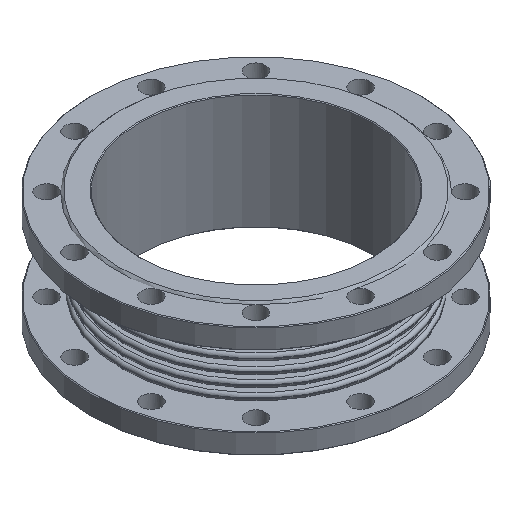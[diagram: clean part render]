
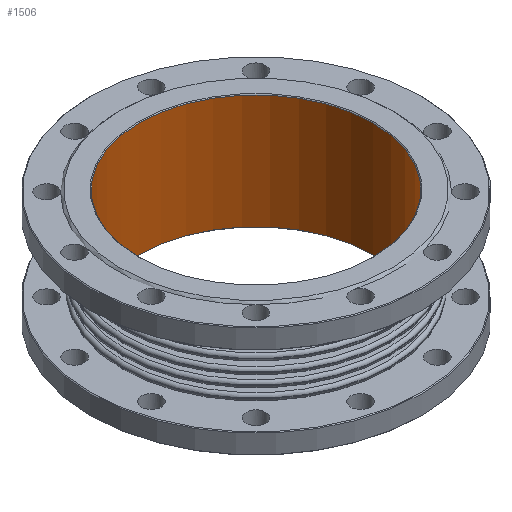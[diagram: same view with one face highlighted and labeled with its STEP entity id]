
A CAD part, isometric view. The second image highlights one B-rep face of the part: STEP entity #1506.
In plain terms, the highlighted cylindrical face has radius 161.5 mm (diameter 323 mm), a full revolution.
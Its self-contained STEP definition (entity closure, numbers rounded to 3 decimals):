
#147=LINE('',#2598,#195);
#195=VECTOR('',#2080,161.5);
#240=CYLINDRICAL_SURFACE('',#1696,161.5);
#298=FACE_OUTER_BOUND('',#397,.T.);
#397=EDGE_LOOP('',(#1163,#1164,#1165,#1166));
#558=CIRCLE('',#1693,161.5);
#560=CIRCLE('',#1697,161.5);
#718=VERTEX_POINT('',#2590);
#720=VERTEX_POINT('',#2597);
#888=EDGE_CURVE('',#718,#718,#558,.T.);
#890=EDGE_CURVE('',#718,#720,#147,.T.);
#891=EDGE_CURVE('',#720,#720,#560,.T.);
#1163=ORIENTED_EDGE('',*,*,#888,.T.);
#1164=ORIENTED_EDGE('',*,*,#890,.T.);
#1165=ORIENTED_EDGE('',*,*,#891,.F.);
#1166=ORIENTED_EDGE('',*,*,#890,.F.);
#1506=ADVANCED_FACE('',(#298),#240,.F.);
#1693=AXIS2_PLACEMENT_3D('',#2592,#2072,#2073);
#1696=AXIS2_PLACEMENT_3D('',#2596,#2078,#2079);
#1697=AXIS2_PLACEMENT_3D('',#2599,#2081,#2082);
#2072=DIRECTION('center_axis',(0.,0.,-1.));
#2073=DIRECTION('ref_axis',(-1.,0.,0.));
#2078=DIRECTION('center_axis',(0.,0.,1.));
#2079=DIRECTION('ref_axis',(-1.,0.,0.));
#2080=DIRECTION('',(0.,0.,1.));
#2081=DIRECTION('center_axis',(0.,0.,-1.));
#2082=DIRECTION('ref_axis',(-1.,0.,0.));
#2590=CARTESIAN_POINT('',(161.5,0.,-156.));
#2592=CARTESIAN_POINT('Origin',(0.,0.,-156.));
#2596=CARTESIAN_POINT('Origin',(0.,0.,-154.));
#2597=CARTESIAN_POINT('',(161.5,0.,2.));
#2598=CARTESIAN_POINT('',(161.5,0.,-154.));
#2599=CARTESIAN_POINT('Origin',(0.,0.,2.));
